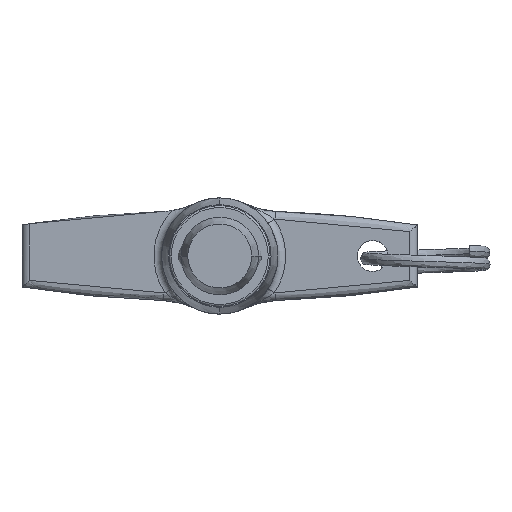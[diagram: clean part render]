
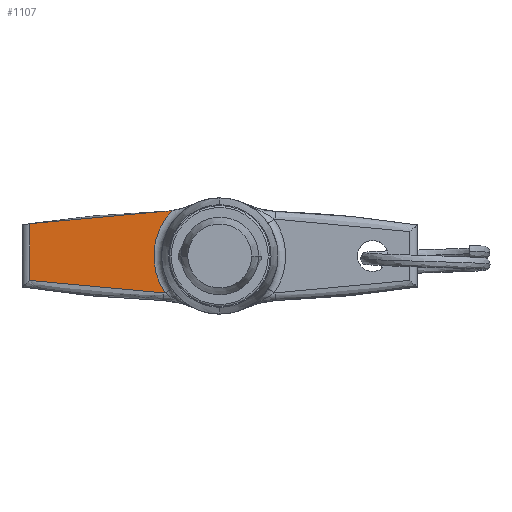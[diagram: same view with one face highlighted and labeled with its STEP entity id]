
A CAD part, front view. The second image highlights one B-rep face of the part: STEP entity #1107.
In plain terms, the highlighted planar face has unit normal (0, -1, 0).
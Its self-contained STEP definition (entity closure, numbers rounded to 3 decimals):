
#98 = ORIENTED_EDGE ( 'NONE', *, *, #3508, .T. ) ;
#206 = CIRCLE ( 'NONE', #1978, 10. ) ;
#258 = DIRECTION ( 'NONE',  ( 0., 0., 1. ) ) ;
#278 = CARTESIAN_POINT ( 'NONE',  ( -18.759, 0., -3.941 ) ) ;
#326 = EDGE_CURVE ( 'NONE', #3581, #1848, #773, .T. ) ;
#569 = VERTEX_POINT ( 'NONE', #1762 ) ;
#596 = CARTESIAN_POINT ( 'NONE',  ( -24.5, 0., 4.161 ) ) ;
#661 = CARTESIAN_POINT ( 'NONE',  ( -7.247, 0., 5.755 ) ) ;
#773 = B_SPLINE_CURVE_WITH_KNOTS ( 'NONE', 3,
 ( #661, #4391, #3413, #1976 ),
 .UNSPECIFIED., .F., .F.,
 ( 4, 4 ),
 ( 0.638, 0.979 ),
 .UNSPECIFIED. ) ;
#856 = VERTEX_POINT ( 'NONE', #2303 ) ;
#1107 = ADVANCED_FACE ( 'NONE', ( #4382 ), #4023, .F. ) ;
#1252 = ORIENTED_EDGE ( 'NONE', *, *, #326, .T. ) ;
#1256 = CARTESIAN_POINT ( 'NONE',  ( -7.209, 0., -4.756 ) ) ;
#1486 = ORIENTED_EDGE ( 'NONE', *, *, #1836, .T. ) ;
#1567 = CARTESIAN_POINT ( 'NONE',  ( -7.04, 0., -4.764 ) ) ;
#1686 = ORIENTED_EDGE ( 'NONE', *, *, #4279, .T. ) ;
#1727 = CARTESIAN_POINT ( 'NONE',  ( -24.5, 0., 6. ) ) ;
#1762 = CARTESIAN_POINT ( 'NONE',  ( -24.5, 0., -3.148 ) ) ;
#1766 = DIRECTION ( 'NONE',  ( 0., 1., 0. ) ) ;
#1813 = CARTESIAN_POINT ( 'NONE',  ( -10.104, 0., -4.644 ) ) ;
#1817 = EDGE_LOOP ( 'NONE', ( #1252, #2007, #1486, #1686, #98, #2631 ) ) ;
#1836 = EDGE_CURVE ( 'NONE', #569, #856, #3024, .T. ) ;
#1848 = VERTEX_POINT ( 'NONE', #596 ) ;
#1860 = CARTESIAN_POINT ( 'NONE',  ( -6.16, 0., 5.857 ) ) ;
#1902 = CIRCLE ( 'NONE', #3480, 8.5 ) ;
#1960 = CARTESIAN_POINT ( 'NONE',  ( -21.637, 0., -3.599 ) ) ;
#1976 = CARTESIAN_POINT ( 'NONE',  ( -24.5, 0., 4.161 ) ) ;
#1978 = AXIS2_PLACEMENT_3D ( 'NONE', #3361, #2035, #3069 ) ;
#2007 = ORIENTED_EDGE ( 'NONE', *, *, #3046, .T. ) ;
#2035 = DIRECTION ( 'NONE',  ( 0., 1., 0. ) ) ;
#2081 = VECTOR ( 'NONE', #3785, 1000. ) ;
#2205 = AXIS2_PLACEMENT_3D ( 'NONE', #3850, #1766, #2780 ) ;
#2303 = CARTESIAN_POINT ( 'NONE',  ( -7.209, 0., -4.756 ) ) ;
#2604 = CARTESIAN_POINT ( 'NONE',  ( 0., 0., 0. ) ) ;
#2631 = ORIENTED_EDGE ( 'NONE', *, *, #3249, .T. ) ;
#2775 = CIRCLE ( 'NONE', #2205, 11. ) ;
#2779 = AXIS2_PLACEMENT_3D ( 'NONE', #3691, #4296, #2976 ) ;
#2780 = DIRECTION ( 'NONE',  ( 0., 0., 1. ) ) ;
#2975 = CARTESIAN_POINT ( 'NONE',  ( -24.5, 0., -3.148 ) ) ;
#2976 = DIRECTION ( 'NONE',  ( 0., 0., 1. ) ) ;
#3024 = B_SPLINE_CURVE_WITH_KNOTS ( 'NONE', 3,
 ( #2975, #1960, #278, #4316, #1813, #1256 ),
 .UNSPECIFIED., .F., .F.,
 ( 4, 2, 4 ),
 ( 0., 0.009, 0.017 ),
 .UNSPECIFIED. ) ;
#3046 = EDGE_CURVE ( 'NONE', #1848, #569, #3451, .T. ) ;
#3069 = DIRECTION ( 'NONE',  ( 0., 0., 1. ) ) ;
#3249 = EDGE_CURVE ( 'NONE', #3931, #3581, #206, .T. ) ;
#3313 = DIRECTION ( 'NONE',  ( 0., 1., 0. ) ) ;
#3361 = CARTESIAN_POINT ( 'NONE',  ( -7.632, 0., 15.748 ) ) ;
#3413 = CARTESIAN_POINT ( 'NONE',  ( -19.151, 0., 4.995 ) ) ;
#3451 = LINE ( 'NONE', #1727, #2081 ) ;
#3480 = AXIS2_PLACEMENT_3D ( 'NONE', #2604, #3313, #258 ) ;
#3508 = EDGE_CURVE ( 'NONE', #3546, #3931, #1902, .T. ) ;
#3546 = VERTEX_POINT ( 'NONE', #1567 ) ;
#3581 = VERTEX_POINT ( 'NONE', #3792 ) ;
#3691 = CARTESIAN_POINT ( 'NONE',  ( -25.5, 0., 6. ) ) ;
#3785 = DIRECTION ( 'NONE',  ( 0., 0., -1. ) ) ;
#3792 = CARTESIAN_POINT ( 'NONE',  ( -7.247, 0., 5.755 ) ) ;
#3850 = CARTESIAN_POINT ( 'NONE',  ( -7.632, 0., -15.748 ) ) ;
#3931 = VERTEX_POINT ( 'NONE', #1860 ) ;
#4023 = PLANE ( 'NONE',  #2779 ) ;
#4279 = EDGE_CURVE ( 'NONE', #856, #3546, #2775, .T. ) ;
#4296 = DIRECTION ( 'NONE',  ( 0., 1., 0. ) ) ;
#4316 = CARTESIAN_POINT ( 'NONE',  ( -12.994, 0., -4.464 ) ) ;
#4382 = FACE_OUTER_BOUND ( 'NONE', #1817, .T. ) ;
#4391 = CARTESIAN_POINT ( 'NONE',  ( -13.268, 0., 5.523 ) ) ;
